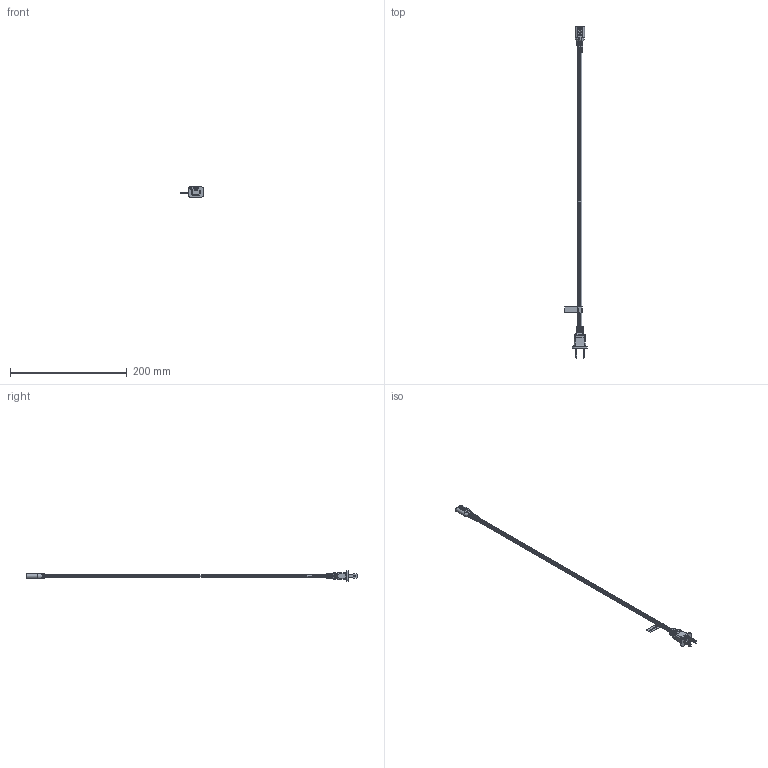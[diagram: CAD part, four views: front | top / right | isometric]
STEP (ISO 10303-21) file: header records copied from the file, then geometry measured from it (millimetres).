
FILE_DESCRIPTION (( 'STEP AP203' ), '1' );
FILE_NAME ('11-00034_revA.STEP', '2016-11-09T00:03:25', ( '' ), ( '' ), 'SwSTEP 2.0', 'SolidWorks 2015', '' );
FILE_SCHEMA (( 'CONFIG_CONTROL_DESIGN' ));
Length unit declared in the file: millimetre
Products named in the file (4): TLY-1P; 30-00246 with 10A label; 11-00034_revA; TLY-22S
Assembly tree (3 placements, depth 2):
  11-00034_revA
    30-00246 with 10A label
    TLY-1P
    TLY-22S
Bounding box: 38.77 x 569.7 x 18.8 mm (x, y, z)
Volume: 21875.3 mm3; surface area: 25011.2 mm2
Topology: 10 solids, 10 shells, 1657 faces, 4629 edges, 3027 vertices
Faces by surface type: plane 1232, bspline 254, cylinder 169, torus 2
Entity records: 63739 total; most frequent: CARTESIAN_POINT 22617, ORIENTED_EDGE 9190, DIRECTION 7181, EDGE_CURVE 4595, VECTOR 3683, LINE 3683, VERTEX_POINT 3029, EDGE_LOOP 1760
